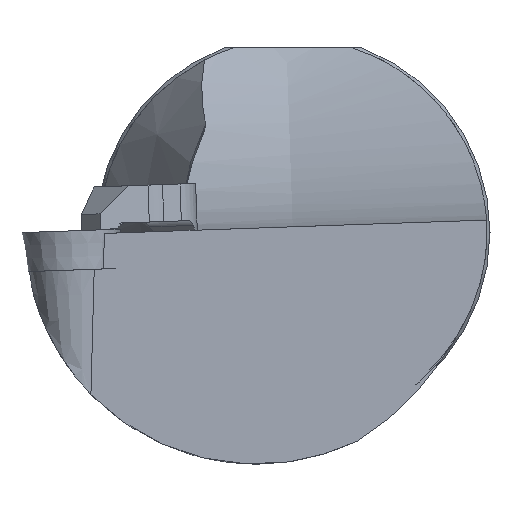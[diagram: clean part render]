
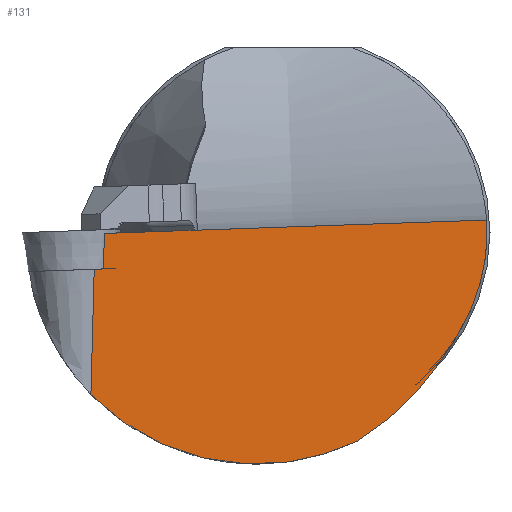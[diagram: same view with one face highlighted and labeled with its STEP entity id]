
A CAD part, left-side view. The second image highlights one B-rep face of the part: STEP entity #131.
In plain terms, the highlighted planar face has unit normal (-0.86, -0.5, -0.104).
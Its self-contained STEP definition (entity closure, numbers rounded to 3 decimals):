
#131=ADVANCED_FACE('',(#196),#176,.F.);
#176=PLANE('',#847);
#196=FACE_OUTER_BOUND('',#238,.T.);
#238=EDGE_LOOP('',(#389,#390,#391,#392,#393,#394,#395,#396));
#286=ELLIPSE('',#844,21.871,18.8);
#287=ELLIPSE('',#845,27.249,22.);
#288=ELLIPSE('',#846,18.323,15.75);
#297=LINE('',#1147,#341);
#298=LINE('',#1150,#342);
#341=VECTOR('',#929,1.);
#342=VECTOR('',#930,1.);
#389=ORIENTED_EDGE('',*,*,#696,.T.);
#390=ORIENTED_EDGE('',*,*,#697,.T.);
#391=ORIENTED_EDGE('',*,*,#698,.T.);
#392=ORIENTED_EDGE('',*,*,#699,.T.);
#393=ORIENTED_EDGE('',*,*,#700,.T.);
#394=ORIENTED_EDGE('',*,*,#701,.T.);
#395=ORIENTED_EDGE('',*,*,#702,.T.);
#396=ORIENTED_EDGE('',*,*,#703,.T.);
#619=VERTEX_POINT('',#1148);
#620=VERTEX_POINT('',#1149);
#621=VERTEX_POINT('',#1151);
#622=VERTEX_POINT('',#1153);
#623=VERTEX_POINT('',#1155);
#624=VERTEX_POINT('',#1163);
#625=VERTEX_POINT('',#1165);
#626=VERTEX_POINT('',#1170);
#696=EDGE_CURVE('',#619,#620,#297,.T.);
#697=EDGE_CURVE('',#620,#621,#298,.T.);
#698=EDGE_CURVE('',#621,#622,#286,.T.);
#699=EDGE_CURVE('',#622,#623,#287,.T.);
#700=EDGE_CURVE('',#623,#624,#807,.T.);
#701=EDGE_CURVE('',#624,#625,#288,.T.);
#702=EDGE_CURVE('',#625,#626,#808,.T.);
#703=EDGE_CURVE('',#626,#619,#809,.T.);
#807=B_SPLINE_CURVE_WITH_KNOTS('',3,(#1156,#1157,#1158,#1159,#1160,#1161,
#1162),.UNSPECIFIED.,.F.,.F.,(4,3,4),(0.,0.157,1.),
 .UNSPECIFIED.);
#808=B_SPLINE_CURVE_WITH_KNOTS('',3,(#1166,#1167,#1168,#1169),
 .UNSPECIFIED.,.F.,.F.,(4,4),(0.,1.),.UNSPECIFIED.);
#809=B_SPLINE_CURVE_WITH_KNOTS('',3,(#1171,#1172,#1173,#1174),
 .UNSPECIFIED.,.F.,.F.,(4,4),(0.,1.),.UNSPECIFIED.);
#844=AXIS2_PLACEMENT_3D('',#1152,#931,#932);
#845=AXIS2_PLACEMENT_3D('',#1154,#933,#934);
#846=AXIS2_PLACEMENT_3D('',#1164,#935,#936);
#847=AXIS2_PLACEMENT_3D('',#1175,#937,#938);
#929=DIRECTION('',(-0.5,0.865,-0.03));
#930=DIRECTION('',(0.106,0.026,-0.994));
#931=DIRECTION('',(-0.86,-0.5,-0.104));
#932=DIRECTION('',(-0.511,0.841,0.176));
#933=DIRECTION('',(-0.86,-0.5,-0.104));
#934=DIRECTION('',(-0.511,0.841,0.176));
#935=DIRECTION('',(-0.86,-0.5,-0.104));
#936=DIRECTION('',(-0.511,0.841,0.176));
#937=DIRECTION('',(0.86,0.5,0.104));
#938=DIRECTION('',(0.503,-0.864,0.));
#1147=CARTESIAN_POINT('',(-190.436,-5.177,-2.977));
#1148=CARTESIAN_POINT('',(-190.014,-5.907,-2.952));
#1149=CARTESIAN_POINT('',(-190.436,-5.177,-2.977));
#1150=CARTESIAN_POINT('',(-190.436,-5.177,-2.977));
#1151=CARTESIAN_POINT('',(-189.358,-4.909,-13.129));
#1152=CARTESIAN_POINT('',(-183.123,-18.365,0.));
#1153=CARTESIAN_POINT('',(-176.3,-26.556,-16.922));
#1154=CARTESIAN_POINT('',(-186.186,-13.445,1.644));
#1155=CARTESIAN_POINT('',(-173.129,-33.382,-10.329));
#1156=CARTESIAN_POINT('',(-173.129,-33.382,-10.329));
#1157=CARTESIAN_POINT('',(-173.102,-33.449,-10.227));
#1158=CARTESIAN_POINT('',(-173.076,-33.516,-10.126));
#1159=CARTESIAN_POINT('',(-173.049,-33.583,-10.025));
#1160=CARTESIAN_POINT('',(-172.906,-33.941,-9.481));
#1161=CARTESIAN_POINT('',(-172.764,-34.3,-8.938));
#1162=CARTESIAN_POINT('',(-172.629,-34.647,-8.385));
#1163=CARTESIAN_POINT('',(-172.629,-34.647,-8.385));
#1164=CARTESIAN_POINT('',(-181.407,-21.315,0.));
#1165=CARTESIAN_POINT('',(-172.384,-37.032,1.017));
#1166=CARTESIAN_POINT('',(-172.384,-37.032,1.017));
#1167=CARTESIAN_POINT('',(-178.357,-26.694,0.664));
#1168=CARTESIAN_POINT('',(-184.328,-16.357,0.295));
#1169=CARTESIAN_POINT('',(-190.3,-6.019,-0.066));
#1170=CARTESIAN_POINT('',(-190.3,-6.019,-0.066));
#1171=CARTESIAN_POINT('',(-190.3,-6.019,-0.066));
#1172=CARTESIAN_POINT('',(-190.204,-5.982,-1.028));
#1173=CARTESIAN_POINT('',(-190.109,-5.945,-1.99));
#1174=CARTESIAN_POINT('',(-190.014,-5.907,-2.952));
#1175=CARTESIAN_POINT('',(-190.436,-5.177,-2.977));
